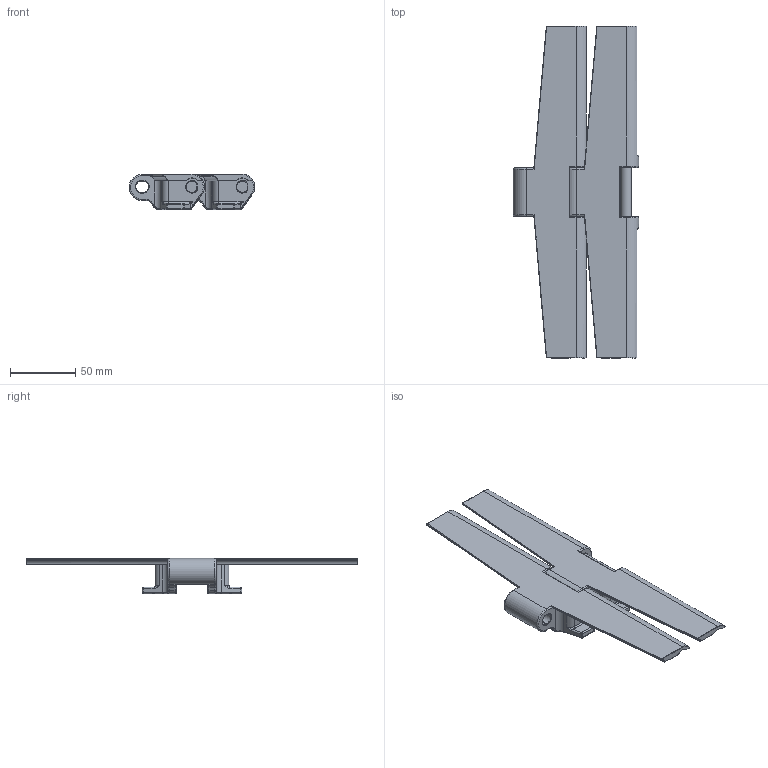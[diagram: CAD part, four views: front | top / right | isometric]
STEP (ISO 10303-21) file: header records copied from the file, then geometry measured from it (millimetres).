
FILE_DESCRIPTION(/* description */ ('Art.Nr. 11042'),/* implementation_level */ '2;1');
FILE_NAME(/* name */ '291607-0.step',/* time_stamp */ '2021-09-06T10:09:54+02:00',/* author */ ('MuellerJ'),/* organization */ (''),/* preprocessor_version */ 'ST-DEVELOPER v18.1',/* originating_system */ 'Autodesk Inventor 2021',/* authorisation */ '');
FILE_SCHEMA (('AUTOMOTIVE_DESIGN { 1 0 10303 214 3 1 1 }'));
Length unit declared in the file: millimetre
Products named in the file (1): leer
Bounding box: 96.18 x 254 x 27 mm (x, y, z)
Volume: 125101.5 mm3; surface area: 54854.7 mm2
Topology: 1 solids, 1 shells, 915 faces, 2296 edges, 1408 vertices
Faces by surface type: plane 364, cylinder 231, bspline 180, torus 108, sphere 32
Entity records: 31324 total; most frequent: CARTESIAN_POINT 10184, ORIENTED_EDGE 4568, DIRECTION 4160, EDGE_CURVE 2284, AXIS2_PLACEMENT_3D 1456, VERTEX_POINT 1408, LINE 1248, VECTOR 1248
